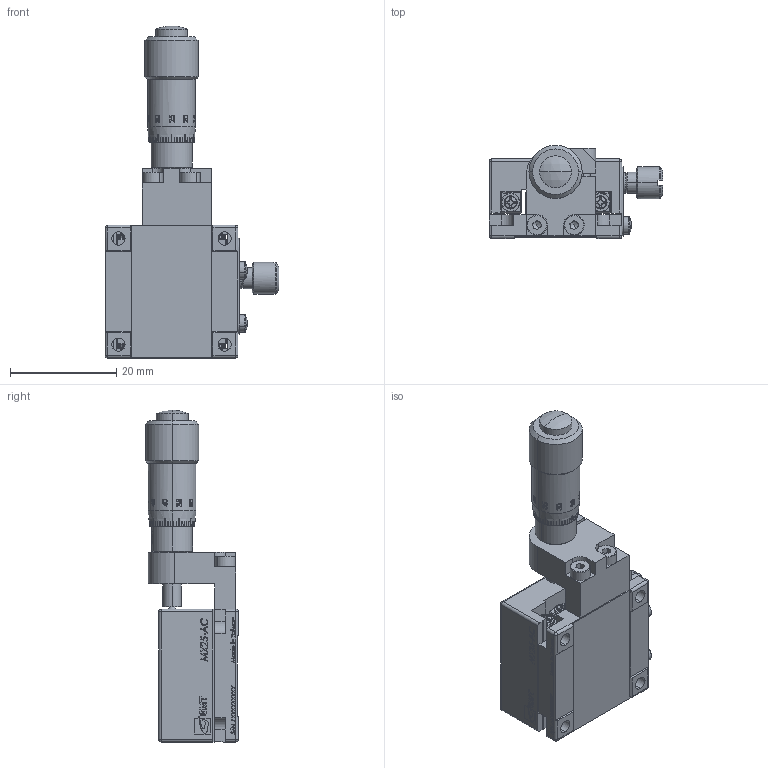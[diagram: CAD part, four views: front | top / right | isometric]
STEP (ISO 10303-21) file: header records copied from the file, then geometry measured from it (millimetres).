
FILE_DESCRIPTION (( 'STEP AP203' ), '1' );
FILE_NAME ('MX25-AC.STEP', '2013-04-01T00:46:28', ( '123' ), ( '' ), 'SwSTEP 2.0', 'SolidWorks 2012', '' );
FILE_SCHEMA (( 'CONFIG_CONTROL_DESIGN' ));
Products named in the file (3): MX25-AC; Group2^MX25-AC; Group1^MX25-AC
Assembly tree (2 placements, depth 2):
  MX25-AC
    Group1^MX25-AC
    Group2^MX25-AC
Bounding box: 32.7 x 17.5 x 62.5 mm (x, y, z)
Volume: 11308.2 mm3; surface area: 7330.5 mm2
Topology: 2 solids, 2 shells, 2725 faces, 7466 edges, 4865 vertices
Faces by surface type: plane 1728, bspline 471, cylinder 355, cone 78, torus 62, sphere 31
Entity records: 105236 total; most frequent: CARTESIAN_POINT 39002, ORIENTED_EDGE 14878, DIRECTION 11822, EDGE_CURVE 7439, VERTEX_POINT 4860, LINE 4764, VECTOR 4764, AXIS2_PLACEMENT_3D 3529
